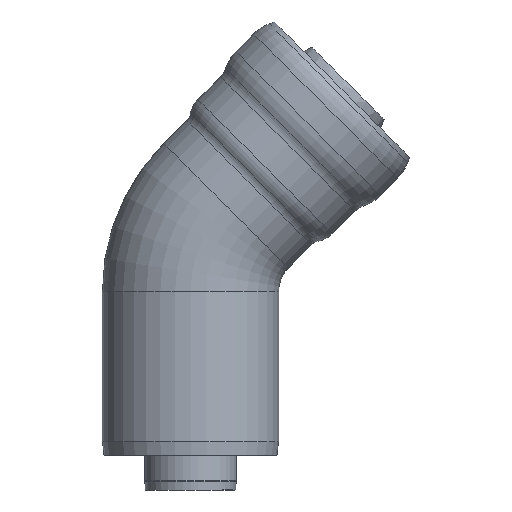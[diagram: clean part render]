
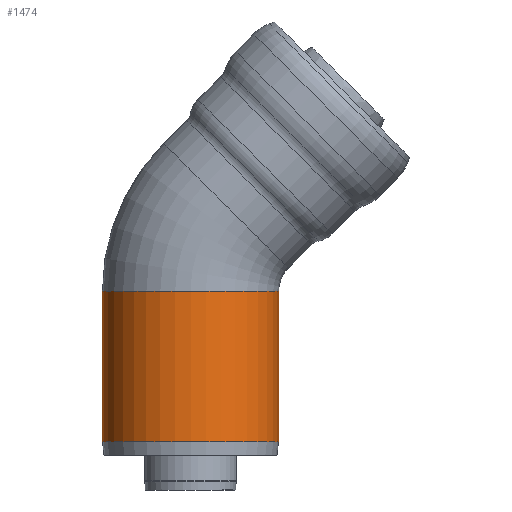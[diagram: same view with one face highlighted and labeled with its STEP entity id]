
A CAD part, front view. The second image highlights one B-rep face of the part: STEP entity #1474.
In plain terms, the highlighted cylindrical face has radius 510 mm (diameter 1020 mm), a full revolution.
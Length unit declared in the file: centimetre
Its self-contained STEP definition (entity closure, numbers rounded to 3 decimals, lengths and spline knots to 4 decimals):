
#76=LINE('',#2373,#164);
#164=VECTOR('',#1862,51.);
#248=CYLINDRICAL_SURFACE('',#1595,51.);
#311=FACE_OUTER_BOUND('',#403,.T.);
#403=EDGE_LOOP('',(#1036,#1037,#1038,#1039,#1040,#1041));
#505=CIRCLE('',#1591,51.);
#506=CIRCLE('',#1592,51.);
#508=CIRCLE('',#1596,51.);
#509=CIRCLE('',#1597,51.);
#631=VERTEX_POINT('',#2359);
#632=VERTEX_POINT('',#2361);
#634=VERTEX_POINT('',#2369);
#635=VERTEX_POINT('',#2370);
#784=EDGE_CURVE('',#631,#632,#505,.T.);
#785=EDGE_CURVE('',#632,#631,#506,.T.);
#788=EDGE_CURVE('',#634,#635,#508,.T.);
#789=EDGE_CURVE('',#635,#634,#509,.T.);
#790=EDGE_CURVE('',#635,#632,#76,.T.);
#1036=ORIENTED_EDGE('',*,*,#788,.F.);
#1037=ORIENTED_EDGE('',*,*,#789,.F.);
#1038=ORIENTED_EDGE('',*,*,#790,.T.);
#1039=ORIENTED_EDGE('',*,*,#784,.F.);
#1040=ORIENTED_EDGE('',*,*,#785,.F.);
#1041=ORIENTED_EDGE('',*,*,#790,.F.);
#1474=ADVANCED_FACE('',(#311),#248,.T.);
#1591=AXIS2_PLACEMENT_3D('',#2362,#1847,#1848);
#1592=AXIS2_PLACEMENT_3D('',#2363,#1849,#1850);
#1595=AXIS2_PLACEMENT_3D('',#2368,#1856,#1857);
#1596=AXIS2_PLACEMENT_3D('',#2371,#1858,#1859);
#1597=AXIS2_PLACEMENT_3D('',#2372,#1860,#1861);
#1847=DIRECTION('center_axis',(0.,0.,
-1.));
#1848=DIRECTION('ref_axis',(0.,1.,0.));
#1849=DIRECTION('center_axis',(0.,0.,
-1.));
#1850=DIRECTION('ref_axis',(0.,1.,0.));
#1856=DIRECTION('center_axis',(0.,0.,
1.));
#1857=DIRECTION('ref_axis',(1.,0.,0.));
#1858=DIRECTION('center_axis',(0.,0.,
1.));
#1859=DIRECTION('ref_axis',(-1.,0.,0.));
#1860=DIRECTION('center_axis',(0.,0.,
1.));
#1861=DIRECTION('ref_axis',(-1.,0.,0.));
#1862=DIRECTION('',(0.,0.,-1.));
#2359=CARTESIAN_POINT('',(0.,-51.,28.0623));
#2361=CARTESIAN_POINT('',(-51.,0.,28.0623));
#2362=CARTESIAN_POINT('Origin',(0.,0.,28.0623));
#2363=CARTESIAN_POINT('Origin',(0.,0.,28.0623));
#2368=CARTESIAN_POINT('Origin',(0.,0.,71.6992));
#2369=CARTESIAN_POINT('',(51.,0.,114.9855));
#2370=CARTESIAN_POINT('',(-51.,0.,114.9855));
#2371=CARTESIAN_POINT('Origin',(0.,0.,
114.9855));
#2372=CARTESIAN_POINT('Origin',(0.,0.,
114.9855));
#2373=CARTESIAN_POINT('',(-51.,0.,71.6992));
